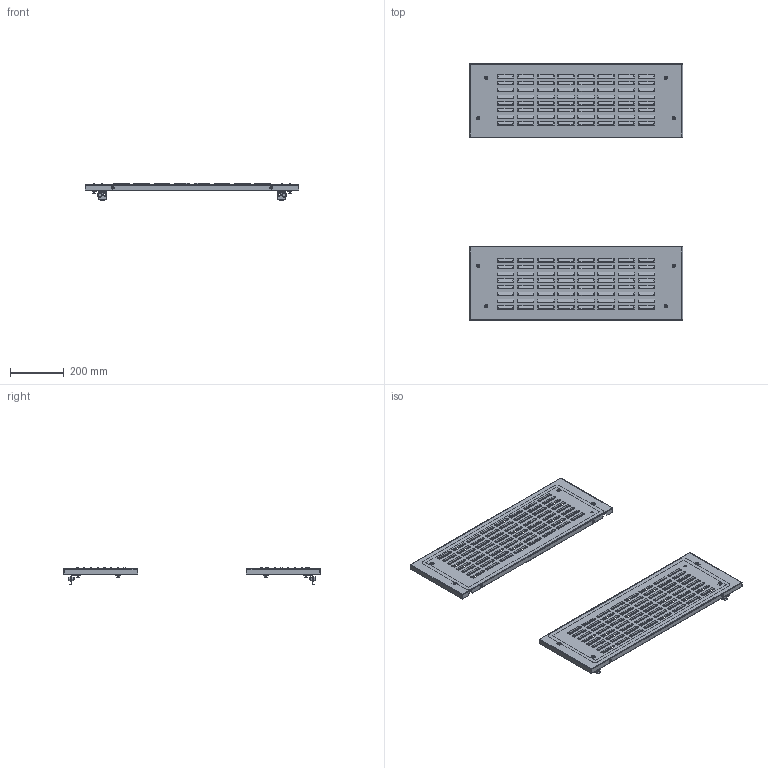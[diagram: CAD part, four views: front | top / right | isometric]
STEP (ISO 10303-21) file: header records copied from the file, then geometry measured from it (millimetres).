
FILE_DESCRIPTION (( 'STEP AP203' ), '1' );
FILE_NAME ('R5CPFA8300.00.step', '2013-11-11T08:06:01', ( 'User' ), ( 'DKC' ), 'SwSTEP 2.0', 'SolidWorks 2012', '' );
FILE_SCHEMA (( 'CONFIG_CONTROL_DESIGN' ));
Products named in the file (15): AC00C061_AC00C061; A5100043_A5100043; QE02C186_Piegato; R5CPFA8300.00; QE02T194G; QE02C194_Piegato; A3300003_A3300003; A0400005_A0400005; A1100001_A1100001; A0200018; AC00C172_AC00C172; AC00C548; AC00C112; Guarnizione CPFE_Guarnizione CPFE 800X300; QE02T186G
Assembly tree (54 placements, depth 3):
  R5CPFA8300.00
    QE02T186G
      QE02C186_Piegato
      A5100043_A5100043
      AC00C061_AC00C061
    Guarnizione CPFE_Guarnizione CPFE 800X300  x2
    AC00C112  x8
    AC00C548  x4
    AC00C172_AC00C172  x8
    A0200018  x8
    A1100001_A1100001  x8
    A0400005_A0400005  x4
    A3300003_A3300003  x4
    QE02T194G
      QE02C194_Piegato
      A5100043_A5100043
      AC00C061_AC00C061
Bounding box: 794 x 956 x 63.38 mm (x, y, z)
Volume: 1136177.2 mm3; surface area: 1264179.9 mm2
Topology: 56 solids, 56 shells, 4200 faces, 10142 edges, 6088 vertices
Faces by surface type: plane 2522, cylinder 902, cone 400, bspline 256, torus 104, sphere 16
Entity records: 82205 total; most frequent: CARTESIAN_POINT 22907, ORIENTED_EDGE 12492, DIRECTION 10518, EDGE_CURVE 6246, LINE 4648, VECTOR 4648, VERTEX_POINT 3666, AXIS2_PLACEMENT_3D 2935
